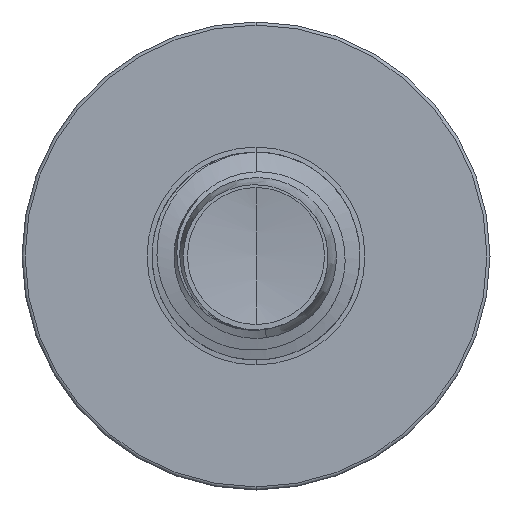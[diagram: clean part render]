
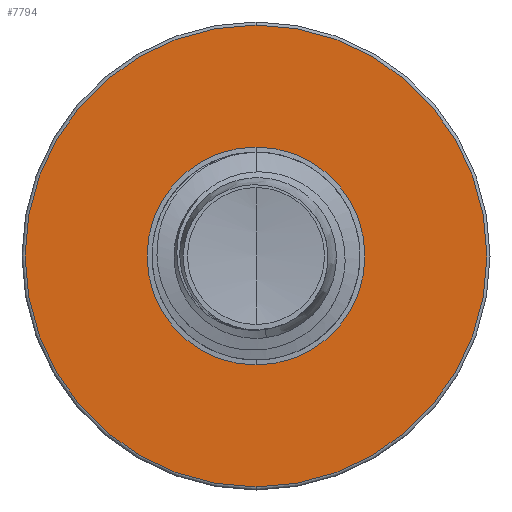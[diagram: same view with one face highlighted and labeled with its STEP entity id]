
A CAD part, front view. The second image highlights one B-rep face of the part: STEP entity #7794.
In plain terms, the highlighted planar face has unit normal (0, -1, 0).
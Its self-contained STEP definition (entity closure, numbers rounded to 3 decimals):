
#150 = VERTEX_POINT ( 'NONE', #4454 ) ;
#393 = CARTESIAN_POINT ( 'NONE',  ( 0., 10., 0. ) ) ;
#2057 = VERTEX_POINT ( 'NONE', #3898 ) ;
#2271 = DIRECTION ( 'NONE',  ( 0., 0., 1. ) ) ;
#2614 = AXIS2_PLACEMENT_3D ( 'NONE', #3769, #12146, #5419 ) ;
#2954 = DIRECTION ( 'NONE',  ( 0., 1., 0. ) ) ;
#2979 = VERTEX_POINT ( 'NONE', #6992 ) ;
#3769 = CARTESIAN_POINT ( 'NONE',  ( 0., 10., 0. ) ) ;
#3898 = CARTESIAN_POINT ( 'NONE',  ( 0., 10., -8.88 ) ) ;
#4003 = CARTESIAN_POINT ( 'NONE',  ( 0., 10., 8.88 ) ) ;
#4454 = CARTESIAN_POINT ( 'NONE',  ( 0., 10., -4.192 ) ) ;
#5319 = VERTEX_POINT ( 'NONE', #4003 ) ;
#5419 = DIRECTION ( 'NONE',  ( 0., 0., 1. ) ) ;
#5435 = ORIENTED_EDGE ( 'NONE', *, *, #13005, .T. ) ;
#5464 = ORIENTED_EDGE ( 'NONE', *, *, #10298, .F. ) ;
#6536 = AXIS2_PLACEMENT_3D ( 'NONE', #9934, #8921, #16381 ) ;
#6992 = CARTESIAN_POINT ( 'NONE',  ( 0., 10., 4.192 ) ) ;
#7670 = DIRECTION ( 'NONE',  ( 0., 1., 0. ) ) ;
#7747 = PLANE ( 'NONE',  #6536 ) ;
#7794 = ADVANCED_FACE ( 'NONE', ( #10605, #12574 ), #7747, .F. ) ;
#8396 = ORIENTED_EDGE ( 'NONE', *, *, #10575, .T. ) ;
#8576 = EDGE_LOOP ( 'NONE', ( #8396, #5435 ) ) ;
#8774 = CIRCLE ( 'NONE', #10756, 4.192 ) ;
#8921 = DIRECTION ( 'NONE',  ( 0., 1., 0. ) ) ;
#9206 = AXIS2_PLACEMENT_3D ( 'NONE', #393, #10362, #2271 ) ;
#9886 = EDGE_CURVE ( 'NONE', #2057, #5319, #14879, .T. ) ;
#9934 = CARTESIAN_POINT ( 'NONE',  ( 0., 10., -4.192 ) ) ;
#10151 = AXIS2_PLACEMENT_3D ( 'NONE', #10732, #2954, #11704 ) ;
#10298 = EDGE_CURVE ( 'NONE', #5319, #2057, #13491, .T. ) ;
#10362 = DIRECTION ( 'NONE',  ( 0., 1., 0. ) ) ;
#10575 = EDGE_CURVE ( 'NONE', #2979, #150, #15839, .T. ) ;
#10605 = FACE_OUTER_BOUND ( 'NONE', #11340, .T. ) ;
#10732 = CARTESIAN_POINT ( 'NONE',  ( 0., 10., 0. ) ) ;
#10756 = AXIS2_PLACEMENT_3D ( 'NONE', #13858, #7670, #15029 ) ;
#11340 = EDGE_LOOP ( 'NONE', ( #5464, #16223 ) ) ;
#11704 = DIRECTION ( 'NONE',  ( 0., 0., 1. ) ) ;
#12146 = DIRECTION ( 'NONE',  ( 0., 1., 0. ) ) ;
#12574 = FACE_BOUND ( 'NONE', #8576, .T. ) ;
#13005 = EDGE_CURVE ( 'NONE', #150, #2979, #8774, .T. ) ;
#13491 = CIRCLE ( 'NONE', #2614, 8.88 ) ;
#13858 = CARTESIAN_POINT ( 'NONE',  ( 0., 10., 0. ) ) ;
#14879 = CIRCLE ( 'NONE', #10151, 8.88 ) ;
#15029 = DIRECTION ( 'NONE',  ( 0., 0., 1. ) ) ;
#15839 = CIRCLE ( 'NONE', #9206, 4.192 ) ;
#16223 = ORIENTED_EDGE ( 'NONE', *, *, #9886, .F. ) ;
#16381 = DIRECTION ( 'NONE',  ( 0., 0., 1. ) ) ;
